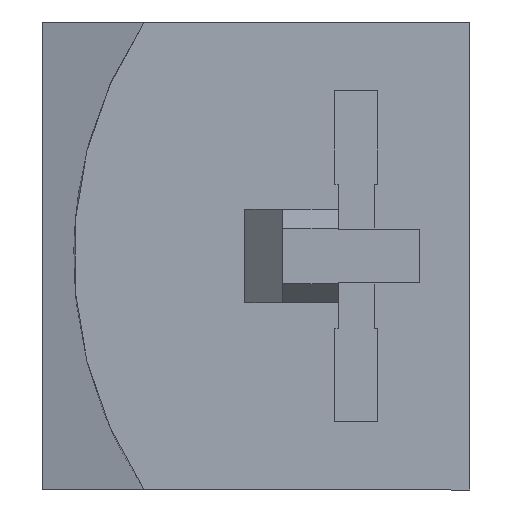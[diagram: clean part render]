
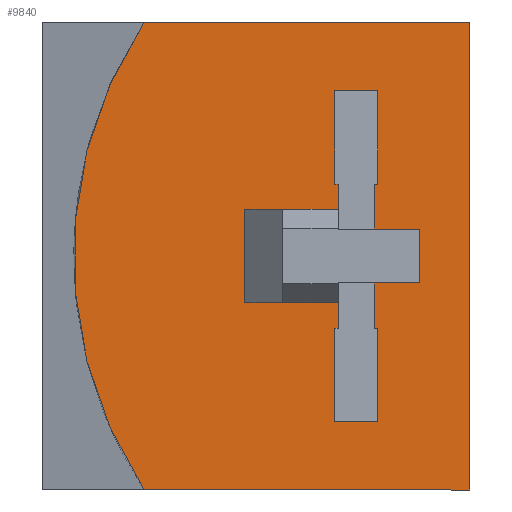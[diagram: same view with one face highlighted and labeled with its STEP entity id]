
A CAD part, front view. The second image highlights one B-rep face of the part: STEP entity #9840.
In plain terms, the highlighted planar face has unit normal (0, -1, 0).
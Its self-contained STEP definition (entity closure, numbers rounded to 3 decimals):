
#100=CARTESIAN_POINT('',(20.338,31.977,
-94.841));
#110=VERTEX_POINT('',#100);
#280=CARTESIAN_POINT('',(20.338,31.977,
-81.841));
#290=VERTEX_POINT('',#280);
#320=CARTESIAN_POINT('',(20.338,31.977,
-88.341));
#330=DIRECTION('',(0.,0.,-1.));
#340=VECTOR('',#330,1.);
#350=LINE('',#320,#340);
#360=EDGE_CURVE('',#290,#110,#350,.T.);
#3050=CARTESIAN_POINT('',(22.988,31.977,
-88.341));
#3060=DIRECTION('',(0.,0.,1.));
#3070=VECTOR('',#3060,1.);
#3080=LINE('',#3050,#3070);
#3090=CARTESIAN_POINT('',(22.988,31.977,
-87.591));
#3100=VERTEX_POINT('',#3090);
#3110=CARTESIAN_POINT('',(22.988,31.977,
-83.735));
#3120=VERTEX_POINT('',#3110);
#3130=EDGE_CURVE('',#3100,#3120,#3080,.T.);
#4690=CARTESIAN_POINT('',(24.229,31.977,
-94.841));
#4700=DIRECTION('',(1.,0.,
0.));
#4710=VECTOR('',#4700,1.);
#4720=LINE('',#4690,#4710);
#4730=CARTESIAN_POINT('',(29.386,31.977,
-94.841));
#4740=VERTEX_POINT('',#4730);
#4750=EDGE_CURVE('',#110,#4740,#4720,.T.);
#5670=CARTESIAN_POINT('',(23.988,31.977,
-92.935));
#5680=VERTEX_POINT('',#5670);
#5710=CARTESIAN_POINT('',(24.229,31.977,
-92.935));
#5720=DIRECTION('',(1.,0.,
0.));
#5730=VECTOR('',#5720,1.);
#5740=LINE('',#5710,#5730);
#5750=CARTESIAN_POINT('',(22.988,31.977,
-92.935));
#5760=VERTEX_POINT('',#5750);
#5770=EDGE_CURVE('',#5760,#5680,#5740,.T.);
#6830=CARTESIAN_POINT('',(29.386,31.977,
-81.841));
#6840=VERTEX_POINT('',#6830);
#6870=CARTESIAN_POINT('',(24.229,31.977,
-81.841));
#6880=DIRECTION('',(-1.,0.,
0.));
#6890=VECTOR('',#6880,1.);
#6900=LINE('',#6870,#6890);
#6910=EDGE_CURVE('',#6840,#290,#6900,.T.);
#7760=CARTESIAN_POINT('',(23.988,31.977,
-89.641));
#7770=VERTEX_POINT('',#7760);
#7990=CARTESIAN_POINT('',(26.588,31.977,
-89.641));
#8000=VERTEX_POINT('',#7990);
#8030=CARTESIAN_POINT('',(24.229,31.977,
-89.641));
#8040=DIRECTION('',(1.,0.,
0.));
#8050=VECTOR('',#8040,1.);
#8060=LINE('',#8030,#8050);
#8070=EDGE_CURVE('',#7770,#8000,#8060,.T.);
#8960=CARTESIAN_POINT('',(25.588,31.977,
-88.943));
#8970=DIRECTION('',(0.,1.,
0.));
#8980=DIRECTION('',(-1.,0.,
0.));
#8990=AXIS2_PLACEMENT_3D('',#8960,#8970,#8980);
#9000=PLANE('',#8990);
#9010=CARTESIAN_POINT('',(23.988,31.977,
-88.341));
#9020=DIRECTION('',(0.,0.,-1.));
#9030=VECTOR('',#9020,1.);
#9040=LINE('',#9010,#9030);
#9050=EDGE_CURVE('',#7770,#5680,#9040,.T.);
#9060=ORIENTED_EDGE('',*,*,#9050,.T.);
#9070=ORIENTED_EDGE('',*,*,#8070,.F.);
#9080=CARTESIAN_POINT('',(26.588,31.977,
-88.341));
#9090=DIRECTION('',(0.,0.,-1.));
#9100=VECTOR('',#9090,1.);
#9110=LINE('',#9080,#9100);
#9120=CARTESIAN_POINT('',(26.588,31.977,
-87.041));
#9130=VERTEX_POINT('',#9120);
#9140=EDGE_CURVE('',#9130,#8000,#9110,.T.);
#9150=ORIENTED_EDGE('',*,*,#9140,.T.);
#9160=CARTESIAN_POINT('',(24.229,31.977,
-87.041));
#9170=DIRECTION('',(1.,0.,
0.));
#9180=VECTOR('',#9170,1.);
#9190=LINE('',#9160,#9180);
#9200=CARTESIAN_POINT('',(23.988,31.977,
-87.041));
#9210=VERTEX_POINT('',#9200);
#9220=EDGE_CURVE('',#9210,#9130,#9190,.T.);
#9230=ORIENTED_EDGE('',*,*,#9220,.T.);
#9240=CARTESIAN_POINT('',(23.988,31.977,
-88.341));
#9250=DIRECTION('',(0.,0.,-1.));
#9260=VECTOR('',#9250,1.);
#9270=LINE('',#9240,#9260);
#9280=CARTESIAN_POINT('',(23.988,31.977,
-83.735));
#9290=VERTEX_POINT('',#9280);
#9300=EDGE_CURVE('',#9290,#9210,#9270,.T.);
#9310=ORIENTED_EDGE('',*,*,#9300,.T.);
#9320=CARTESIAN_POINT('',(24.229,31.977,
-83.735));
#9330=DIRECTION('',(-1.,0.,
0.));
#9340=VECTOR('',#9330,1.);
#9350=LINE('',#9320,#9340);
#9360=EDGE_CURVE('',#9290,#3120,#9350,.T.);
#9370=ORIENTED_EDGE('',*,*,#9360,.F.);
#9380=ORIENTED_EDGE('',*,*,#3130,.T.);
#9390=CARTESIAN_POINT('',(24.229,31.977,
-87.591));
#9400=DIRECTION('',(1.,0.,
0.));
#9410=VECTOR('',#9400,1.);
#9420=LINE('',#9390,#9410);
#9430=CARTESIAN_POINT('',(21.738,31.977,
-87.591));
#9440=VERTEX_POINT('',#9430);
#9450=EDGE_CURVE('',#9440,#3100,#9420,.T.);
#9460=ORIENTED_EDGE('',*,*,#9450,.T.);
#9470=CARTESIAN_POINT('',(21.738,31.977,
-88.341));
#9480=DIRECTION('',(0.,0.,1.));
#9490=VECTOR('',#9480,1.);
#9500=LINE('',#9470,#9490);
#9510=CARTESIAN_POINT('',(21.738,31.977,
-89.091));
#9520=VERTEX_POINT('',#9510);
#9530=EDGE_CURVE('',#9520,#9440,#9500,.T.);
#9540=ORIENTED_EDGE('',*,*,#9530,.T.);
#9550=CARTESIAN_POINT('',(24.229,31.977,
-89.091));
#9560=DIRECTION('',(1.,0.,
0.));
#9570=VECTOR('',#9560,1.);
#9580=LINE('',#9550,#9570);
#9590=CARTESIAN_POINT('',(22.988,31.977,
-89.091));
#9600=VERTEX_POINT('',#9590);
#9610=EDGE_CURVE('',#9520,#9600,#9580,.T.);
#9620=ORIENTED_EDGE('',*,*,#9610,.F.);
#9630=CARTESIAN_POINT('',(22.988,31.977,
-88.341));
#9640=DIRECTION('',(0.,0.,1.));
#9650=VECTOR('',#9640,1.);
#9660=LINE('',#9630,#9650);
#9670=EDGE_CURVE('',#5760,#9600,#9660,.T.);
#9680=ORIENTED_EDGE('',*,*,#9670,.T.);
#9690=ORIENTED_EDGE('',*,*,#5770,.F.);
#9700=EDGE_LOOP('',(#9690,#9680,#9620,#9540,#9460,#9380,#9370,#9310,
#9230,#9150,#9070,#9060));
#9710=FACE_BOUND('',#9700,.T.);
#9720=ORIENTED_EDGE('',*,*,#360,.T.);
#9730=ORIENTED_EDGE('',*,*,#6910,.T.);
#9740=CARTESIAN_POINT('',(19.538,31.977,
-88.341));
#9750=DIRECTION('',(0.,-1.,
0.));
#9760=DIRECTION('',(0.,0.,-1.));
#9770=AXIS2_PLACEMENT_3D('',#9740,#9750,#9760);
#9780=CIRCLE('',#9770,11.8);
#9790=EDGE_CURVE('',#4740,#6840,#9780,.T.);
#9800=ORIENTED_EDGE('',*,*,#9790,.T.);
#9810=ORIENTED_EDGE('',*,*,#4750,.T.);
#9820=EDGE_LOOP('',(#9810,#9800,#9730,#9720));
#9830=FACE_OUTER_BOUND('',#9820,.T.);
#9840=ADVANCED_FACE('',(#9710,#9830),#9000,.F.);
